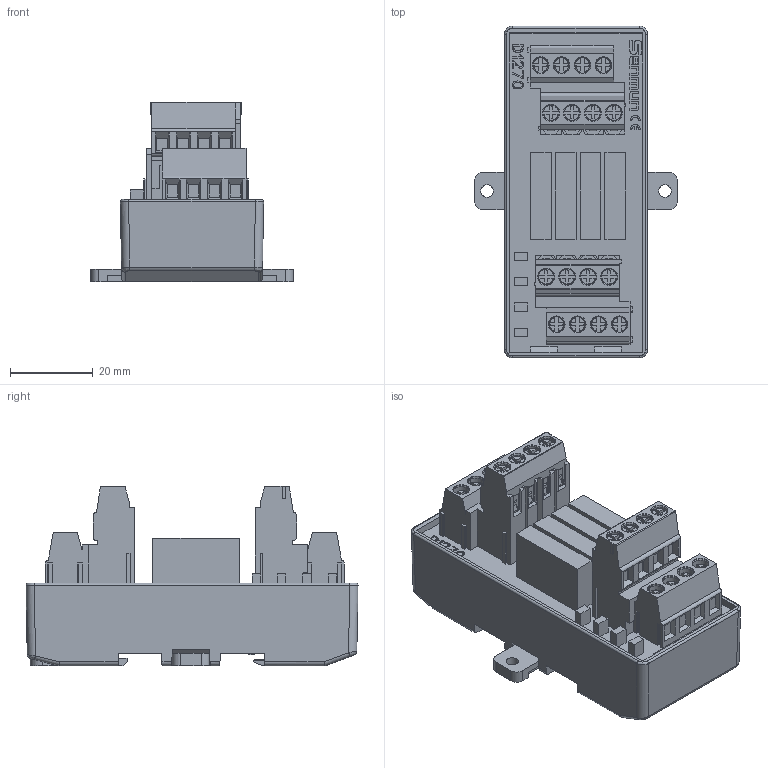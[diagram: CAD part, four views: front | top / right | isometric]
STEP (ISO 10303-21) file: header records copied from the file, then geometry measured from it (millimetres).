
FILE_DESCRIPTION(/* description */ (''),/* implementation_level */ '2;1');
FILE_NAME(/* name */ 'D1270-E.stp',/* time_stamp */ '2024-08-15T08:24:26+08:00',/* author */ (''),/* organization */ (''),/* preprocessor_version */ 'ST-DEVELOPER v14',/* originating_system */ 'SIEMENS PLM Software NX 8.0',/* authorisation */ '');
FILE_SCHEMA (('AUTOMOTIVE_DESIGN { 1 0 10303 214 3 1 1 1 }'));
Products named in the file (1): Admi1F2CD3808g30
Bounding box: 49.07 x 80.4 x 43.5 mm (x, y, z)
Volume: 65100.9 mm3; surface area: 28944.5 mm2
Topology: 3 solids, 10 shells, 2443 faces, 6674 edges, 4344 vertices
Faces by surface type: plane 1717, cylinder 462, torus 130, bspline 69, cone 54, extrusion 11
Full cylindrical faces by diameter (mm): 2.6 x8, 3 x2, 4.1 x8, 4.13 x8
Entity records: 102270 total; most frequent: CARTESIAN_POINT 40947, ORIENTED_EDGE 13180, DIRECTION 11289, EDGE_CURVE 6590, VECTOR 4979, LINE 4968, VERTEX_POINT 4320, AXIS2_PLACEMENT_3D 3155
